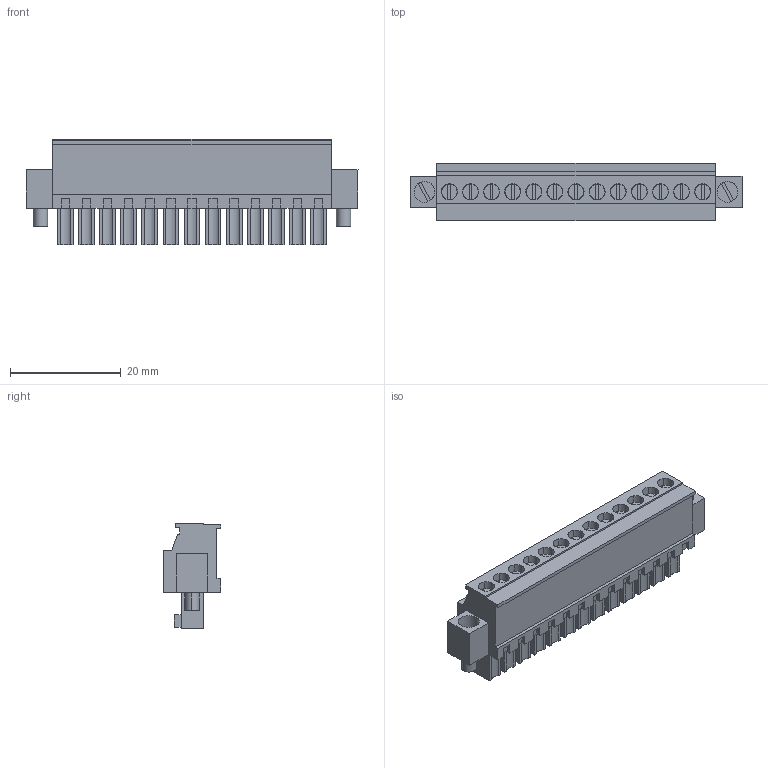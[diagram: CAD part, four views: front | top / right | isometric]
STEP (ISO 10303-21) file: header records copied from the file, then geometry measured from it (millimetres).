
FILE_DESCRIPTION(('CATIA V5 STEP Exchange','CAx-IF Rec.Pracs.--- Model Styling and Organization---1.2---2011-12-15'),'2;1');
FILE_NAME ('D1459663_0_1940090000_1940090000.stp','2017-04-11T10:06:38+00:00',('none'),('Weidmueller'),'CATIA Version 5-6 Release 2014','CATIA V5 STEP AP214','none');
FILE_SCHEMA(('AUTOMOTIVE_DESIGN { 1 0 10303 214 1 1 1 1 }'));
Length unit declared in the file: millimetre
Products named in the file (1): 1940090000
Bounding box: 59.92 x 10.45 x 19.1 mm (x, y, z)
Volume: 6439 mm3; surface area: 5452.5 mm2
Topology: 16 solids, 16 shells, 584 faces, 1467 edges, 986 vertices
Faces by surface type: plane 460, cylinder 124
Entity records: 16273 total; most frequent: CARTESIAN_POINT 3173, ORIENTED_EDGE 2934, DIRECTION 2132, EDGE_CURVE 1467, VECTOR 1159, LINE 1159, VERTEX_POINT 986, EDGE_LOOP 659
